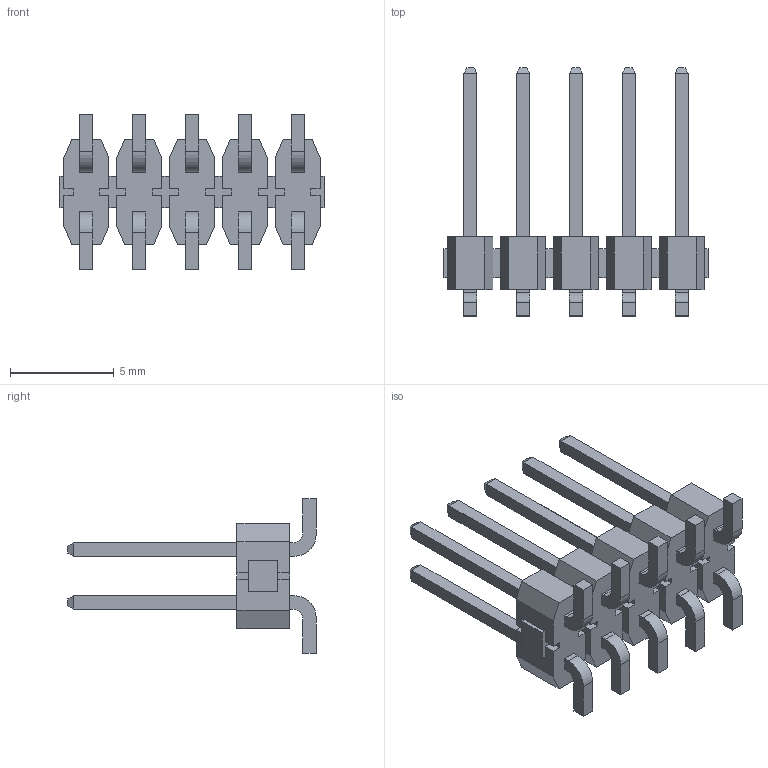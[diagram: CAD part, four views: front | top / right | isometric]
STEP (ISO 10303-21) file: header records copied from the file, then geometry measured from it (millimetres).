
FILE_DESCRIPTION (( 'STEP AP214' ), '1' );
FILE_NAME ('TSM-105-02-L-DV.STEP', '2021-02-02T08:58:21', ( '' ), ( '' ), 'SwSTEP 2.0', 'SolidWorks 2018', '' );
FILE_SCHEMA (( 'AUTOMOTIVE_DESIGN' ));
Length unit declared in the file: millimetre
Products named in the file (3): TSM-105-02-L-DV; TSM_105_02_L_DV_5; TSM_105_02_L_DV_3
Assembly tree (2 placements, depth 2):
  TSM-105-02-L-DV
    TSM_105_02_L_DV_3
    TSM_105_02_L_DV_5
Bounding box: 12.7 x 11.94 x 7.44 mm (x, y, z)
Volume: 179.6 mm3; surface area: 710.8 mm2
Topology: 2 solids, 2 shells, 384 faces, 1100 edges, 720 vertices
Faces by surface type: plane 364, cylinder 20
Entity records: 12414 total; most frequent: CARTESIAN_POINT 2209, ORIENTED_EDGE 2200, DIRECTION 1918, EDGE_CURVE 1100, LINE 1060, VECTOR 1060, VERTEX_POINT 720, AXIS2_PLACEMENT_3D 429
